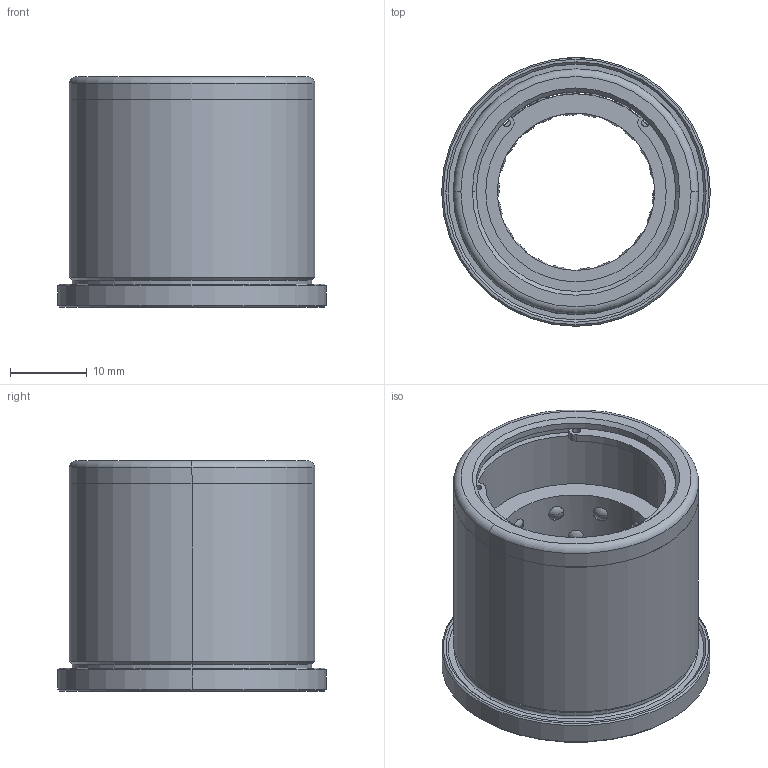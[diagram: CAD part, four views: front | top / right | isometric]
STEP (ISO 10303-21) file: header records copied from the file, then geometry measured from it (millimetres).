
FILE_DESCRIPTION (( 'STEP AP214' ), '1' );
FILE_NAME ('GBBF-D32-d20-L30.STEP', '2021-08-06T09:07:03', ( 'User' ), ( 'china' ), 'SwSTEP 2.0', 'SolidWorks 2016', '' );
FILE_SCHEMA (( 'AUTOMOTIVE_DESIGN' ));
Length unit declared in the file: millimetre
Products named in the file (6): GBBF-D32-d20-L30; BSH紩杶-d20-L17.5; 球-D3; GBBL囀縐-D25.5; GBBF-d20-D32-L30--
Assembly tree (49 placements, depth 3):
  GBBF-D32-d20-L30
    GBBF-d20-D32-L30--
    GBBL囀縐-D25.5  x2
    BSH紩杶-d20-L17.5
      BSH紩杶-d20-L17.5
      球-D3  x44
Bounding box: 35 x 35 x 30 mm (x, y, z)
Volume: 11671 mm3; surface area: 12314.7 mm2
Topology: 48 solids, 48 shells, 275 faces, 1040 edges, 688 vertices
Faces by surface type: sphere 176, cylinder 60, plane 23, cone 12, torus 4
Entity records: 9089 total; most frequent: CARTESIAN_POINT 4212, ORIENTED_EDGE 950, DIRECTION 901, EDGE_CURVE 475, AXIS2_PLACEMENT_3D 411, VERTEX_POINT 312, EDGE_LOOP 273, B_SPLINE_CURVE_WITH_KNOTS 208
